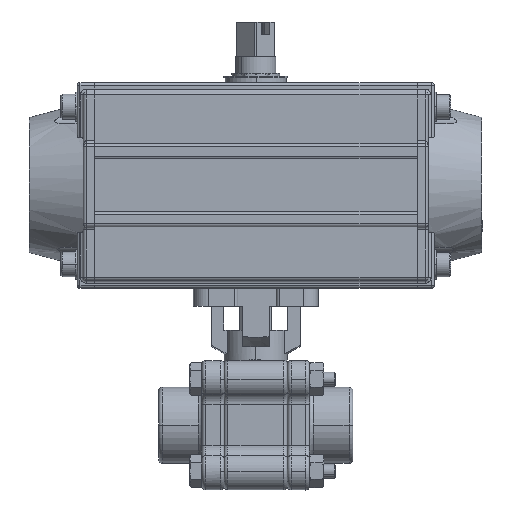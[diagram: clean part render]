
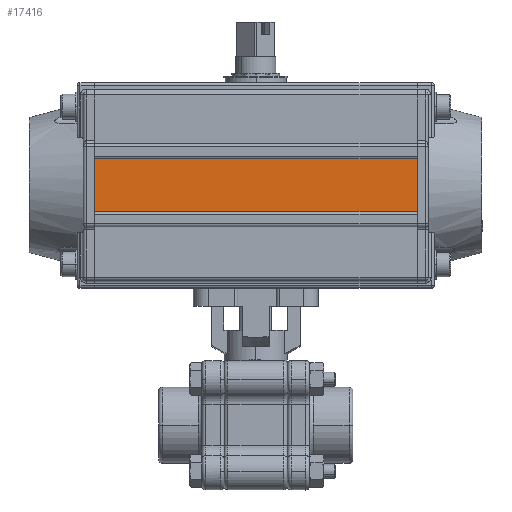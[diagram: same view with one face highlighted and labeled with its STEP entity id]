
A CAD part, top view. The second image highlights one B-rep face of the part: STEP entity #17416.
In plain terms, the highlighted planar face has unit normal (0, 0, 1).
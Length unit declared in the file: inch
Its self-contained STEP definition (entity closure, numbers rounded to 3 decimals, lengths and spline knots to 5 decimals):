
#343 = EDGE_CURVE ( 'Edge61', #15318, #15402, #14996, .T. ) ;
#393 = CARTESIAN_POINT ( 'NONE',  ( -2.17481, -0.35638, 1.37421 ) ) ;
#2015 = LINE ( 'NONE', #15480, #19064 ) ;
#2852 = EDGE_CURVE ( 'NONE', #40230, #15402, #2015, .T. ) ;
#3334 = EDGE_LOOP ( 'NONE', ( #6007, #5551, #36439, #24377 ) ) ;
#4482 = VECTOR ( 'NONE', #18303, 39.37008 ) ;
#4606 = DIRECTION ( 'NONE',  ( 1., 0., 0. ) ) ;
#5523 = CARTESIAN_POINT ( 'NONE',  ( 2.1748, 0.35638, 1.37421 ) ) ;
#5551 = ORIENTED_EDGE ( 'NONE', *, *, #2852, .T. ) ;
#6007 = ORIENTED_EDGE ( 'NONE', *, *, #18538, .T. ) ;
#7012 = FACE_OUTER_BOUND ( 'NONE', #3334, .T. ) ;
#8028 = VERTEX_POINT ( 'NONE', #8383 ) ;
#8323 = DIRECTION ( 'NONE',  ( -1., 0., 0. ) ) ;
#8383 = CARTESIAN_POINT ( 'NONE',  ( -2.1748, -0.35638, 1.37421 ) ) ;
#10145 = VECTOR ( 'NONE', #4606, 39.37008 ) ;
#12113 = CARTESIAN_POINT ( 'NONE',  ( -2.17481, 0.35638, 1.37421 ) ) ;
#13853 = LINE ( 'NONE', #27297, #10145 ) ;
#14996 = LINE ( 'NONE', #12113, #4482 ) ;
#15318 = VERTEX_POINT ( 'NONE', #19257 ) ;
#15402 = VERTEX_POINT ( 'NONE', #5523 ) ;
#15480 = CARTESIAN_POINT ( 'NONE',  ( 2.1748, -0.35638, 1.37421 ) ) ;
#17416 = ADVANCED_FACE ( 'Face9', ( #7012 ), #40526, .F. ) ;
#18303 = DIRECTION ( 'NONE',  ( 1., 0., 0. ) ) ;
#18538 = EDGE_CURVE ( 'Edge55', #8028, #40230, #13853, .T. ) ;
#19064 = VECTOR ( 'NONE', #39072, 39.37008 ) ;
#19257 = CARTESIAN_POINT ( 'NONE',  ( -2.1748, 0.35638, 1.37421 ) ) ;
#24377 = ORIENTED_EDGE ( 'NONE', *, *, #34082, .F. ) ;
#27073 = CARTESIAN_POINT ( 'NONE',  ( 2.1748, -0.35638, 1.37421 ) ) ;
#27297 = CARTESIAN_POINT ( 'NONE',  ( -2.17481, -0.35638, 1.37421 ) ) ;
#32136 = DIRECTION ( 'NONE',  ( 0., 0., -1. ) ) ;
#33395 = LINE ( 'NONE', #40439, #37563 ) ;
#34082 = EDGE_CURVE ( 'NONE', #8028, #15318, #33395, .T. ) ;
#36439 = ORIENTED_EDGE ( 'NONE', *, *, #343, .F. ) ;
#37563 = VECTOR ( 'NONE', #40209, 39.37008 ) ;
#39072 = DIRECTION ( 'NONE',  ( 0., 1., 0. ) ) ;
#40209 = DIRECTION ( 'NONE',  ( 0., 1., 0. ) ) ;
#40230 = VERTEX_POINT ( 'NONE', #27073 ) ;
#40439 = CARTESIAN_POINT ( 'NONE',  ( -2.1748, -1.38287, 1.37421 ) ) ;
#40526 = PLANE ( 'NONE',  #41101 ) ;
#41101 = AXIS2_PLACEMENT_3D ( 'NONE', #393, #32136, #8323 ) ;
